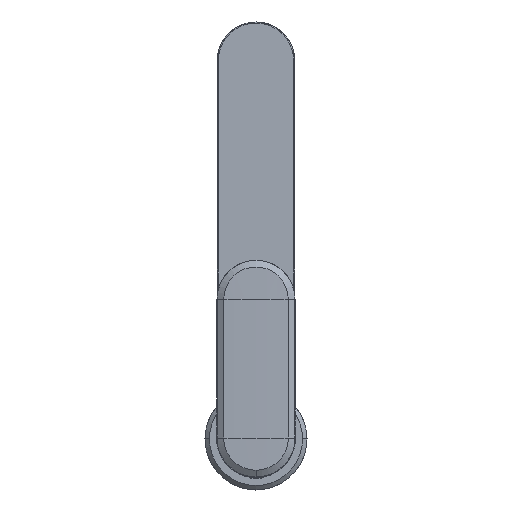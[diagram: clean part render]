
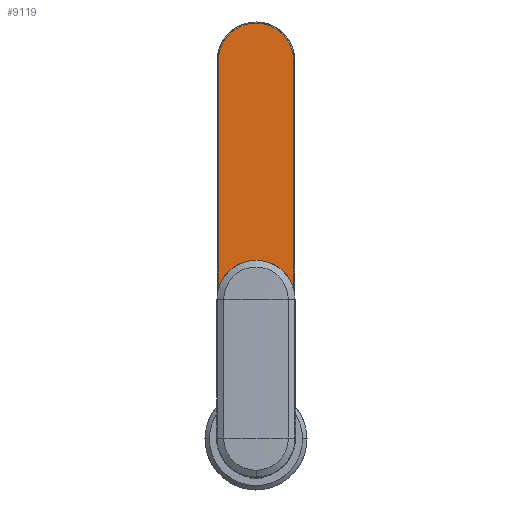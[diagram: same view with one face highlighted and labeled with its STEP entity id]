
A CAD part, top view. The second image highlights one B-rep face of the part: STEP entity #9119.
In plain terms, the highlighted planar face has unit normal (0, 0, 1).
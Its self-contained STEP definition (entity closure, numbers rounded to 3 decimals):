
#8228=CARTESIAN_POINT('Vertex',(17.,170.,118.5)) ;
#8231=CARTESIAN_POINT('Line Origine',(17.,85.,118.5)) ;
#8235=CARTESIAN_POINT('Vertex',(17.,0.,118.5)) ;
#8259=CARTESIAN_POINT('Vertex',(-17.,170.,118.5)) ;
#8263=CARTESIAN_POINT('Control Point',(-17.,170.,118.5)) ;
#8264=CARTESIAN_POINT('Control Point',(-17.,173.244,118.5)) ;
#8265=CARTESIAN_POINT('Control Point',(-16.226,176.487,118.5)) ;
#8266=CARTESIAN_POINT('Control Point',(-14.678,179.484,118.5)) ;
#8267=CARTESIAN_POINT('Control Point',(-11.38,183.245,118.5)) ;
#8268=CARTESIAN_POINT('Control Point',(-7.075,185.586,118.5)) ;
#8269=CARTESIAN_POINT('Control Point',(-5.553,186.191,118.5)) ;
#8270=CARTESIAN_POINT('Control Point',(-0.815,187.443,118.5)) ;
#8271=CARTESIAN_POINT('Control Point',(4.166,186.972,118.5)) ;
#8272=CARTESIAN_POINT('Control Point',(7.35,185.855,118.5)) ;
#8273=CARTESIAN_POINT('Control Point',(12.35,182.576,118.5)) ;
#8274=CARTESIAN_POINT('Control Point',(15.541,177.592,118.5)) ;
#8275=CARTESIAN_POINT('Control Point',(16.514,175.143,118.5)) ;
#8276=CARTESIAN_POINT('Control Point',(17.,172.571,118.5)) ;
#8277=CARTESIAN_POINT('Control Point',(17.,170.,118.5)) ;
#8295=CARTESIAN_POINT('Vertex',(-17.,0.,118.5)) ;
#8299=CARTESIAN_POINT('Control Point',(-17.,170.,118.5)) ;
#8300=CARTESIAN_POINT('Control Point',(-17.,0.,118.5)) ;
#8397=CARTESIAN_POINT('Control Point',(-17.,0.,118.5)) ;
#8398=CARTESIAN_POINT('Control Point',(-17.,-3.244,118.5)) ;
#8399=CARTESIAN_POINT('Control Point',(-16.226,-6.487,118.5)) ;
#8400=CARTESIAN_POINT('Control Point',(-14.678,-9.484,118.5)) ;
#8401=CARTESIAN_POINT('Control Point',(-11.38,-13.245,118.5)) ;
#8402=CARTESIAN_POINT('Control Point',(-7.075,-15.586,118.5)) ;
#8403=CARTESIAN_POINT('Control Point',(-5.553,-16.191,118.5)) ;
#8404=CARTESIAN_POINT('Control Point',(-0.815,-17.443,118.5)) ;
#8405=CARTESIAN_POINT('Control Point',(4.166,-16.972,118.5)) ;
#8406=CARTESIAN_POINT('Control Point',(7.35,-15.855,118.5)) ;
#8407=CARTESIAN_POINT('Control Point',(12.35,-12.576,118.5)) ;
#8408=CARTESIAN_POINT('Control Point',(15.541,-7.592,118.5)) ;
#8409=CARTESIAN_POINT('Control Point',(16.514,-5.143,118.5)) ;
#8410=CARTESIAN_POINT('Control Point',(17.,-2.571,118.5)) ;
#8411=CARTESIAN_POINT('Control Point',(17.,0.,118.5)) ;
#9108=CARTESIAN_POINT('Axis2P3D Location',(0.,0.,118.5)) ;
#8233=VECTOR('Line Direction',#8232,1.) ;
#8232=DIRECTION('Vector Direction',(0.,1.,0.)) ;
#9109=DIRECTION('Axis2P3D Direction',(0.,0.,1.)) ;
#9110=DIRECTION('Axis2P3D XDirection',(1.,0.,0.)) ;
#9111=AXIS2_PLACEMENT_3D('Plane Axis2P3D',#9108,#9109,#9110) ;
#8234=LINE('Line',#8231,#8233) ;
#9112=PLANE('',#9111) ;
#8237=EDGE_CURVE('',#8229,#8236,#8234,.F.) ;
#8278=EDGE_CURVE('',#8260,#8229,#8262,.T.) ;
#8301=EDGE_CURVE('',#8260,#8296,#8298,.T.) ;
#8412=EDGE_CURVE('',#8296,#8236,#8396,.T.) ;
#9114=ORIENTED_EDGE('',*,*,#8412,.T.) ;
#9115=ORIENTED_EDGE('',*,*,#8237,.F.) ;
#9116=ORIENTED_EDGE('',*,*,#8278,.F.) ;
#9117=ORIENTED_EDGE('',*,*,#8301,.T.) ;
#9113=EDGE_LOOP('',(#9114,#9115,#9116,#9117)) ;
#8229=VERTEX_POINT('',#8228) ;
#8236=VERTEX_POINT('',#8235) ;
#8260=VERTEX_POINT('',#8259) ;
#8296=VERTEX_POINT('',#8295) ;
#9119=ADVANCED_FACE('PartBody',(#9118),#9112,.T.) ;
#8262=B_SPLINE_CURVE_WITH_KNOTS('',5,(#8263,#8264,#8265,#8266,#8267,#8268,#8269,#8270,#8271,#8272,#8273,#8274,#8275,#8276,#8277),.UNSPECIFIED.,.F.,.U.,(6,3,3,3,6),(0.,22.935,34.405,57.346,75.528),.UNSPECIFIED.) ;
#8298=B_SPLINE_CURVE_WITH_KNOTS('',1,(#8299,#8300),.UNSPECIFIED.,.F.,.U.,(2,2),(-85.,85.),.UNSPECIFIED.) ;
#8396=B_SPLINE_CURVE_WITH_KNOTS('',5,(#8397,#8398,#8399,#8400,#8401,#8402,#8403,#8404,#8405,#8406,#8407,#8408,#8409,#8410,#8411),.UNSPECIFIED.,.F.,.U.,(6,3,3,3,6),(0.,22.935,34.405,57.346,75.528),.UNSPECIFIED.) ;
#9118=FACE_OUTER_BOUND('',#9113,.T.) ;
